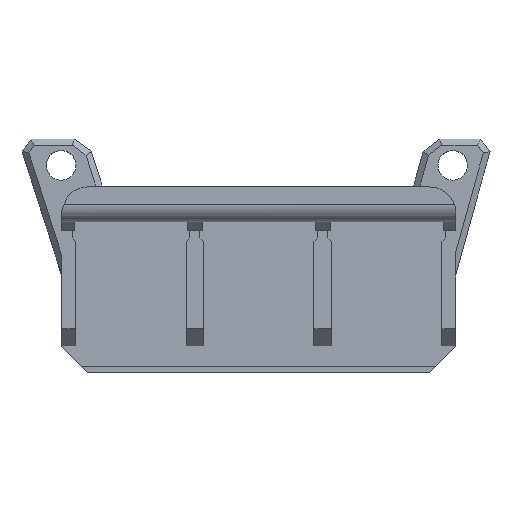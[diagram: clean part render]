
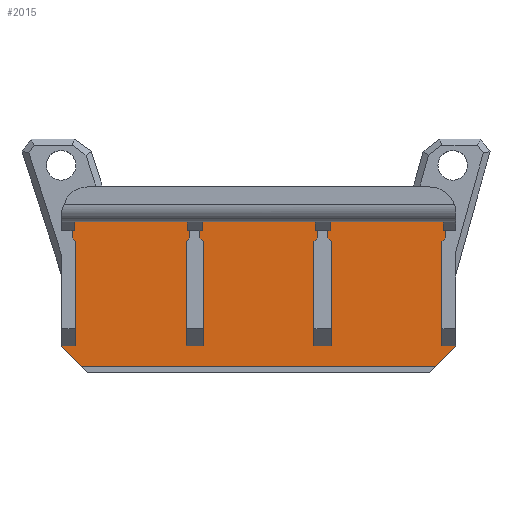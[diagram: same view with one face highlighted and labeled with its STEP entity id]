
A CAD part, top view. The second image highlights one B-rep face of the part: STEP entity #2015.
In plain terms, the highlighted planar face has unit normal (0, 0, 1).
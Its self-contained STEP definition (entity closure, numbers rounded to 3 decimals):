
#69=FACE_OUTER_BOUND('',#180,.T.);
#180=EDGE_LOOP('',(#1463,#1464,#1465,#1466,#1467,#1468,#1469,#1470,#1471,
#1472,#1473,#1474,#1475,#1476,#1477,#1478,#1479,#1480));
#329=LINE('',#2902,#608);
#346=LINE('',#2946,#625);
#353=LINE('',#2959,#632);
#356=LINE('',#2970,#635);
#357=LINE('',#2971,#636);
#358=LINE('',#2973,#637);
#359=LINE('',#2975,#638);
#360=LINE('',#2977,#639);
#361=LINE('',#2979,#640);
#362=LINE('',#2981,#641);
#363=LINE('',#2983,#642);
#364=LINE('',#2985,#643);
#365=LINE('',#2987,#644);
#366=LINE('',#2989,#645);
#367=LINE('',#2991,#646);
#368=LINE('',#2993,#647);
#369=LINE('',#2995,#648);
#370=LINE('',#2996,#649);
#608=VECTOR('',#2353,10.);
#625=VECTOR('',#2384,10.);
#632=VECTOR('',#2393,10.);
#635=VECTOR('',#2404,10.);
#636=VECTOR('',#2405,10.);
#637=VECTOR('',#2406,10.);
#638=VECTOR('',#2407,10.);
#639=VECTOR('',#2408,10.);
#640=VECTOR('',#2409,10.);
#641=VECTOR('',#2410,10.);
#642=VECTOR('',#2411,10.);
#643=VECTOR('',#2412,10.);
#644=VECTOR('',#2413,10.);
#645=VECTOR('',#2414,10.);
#646=VECTOR('',#2415,10.);
#647=VECTOR('',#2416,10.);
#648=VECTOR('',#2417,10.);
#649=VECTOR('',#2418,10.);
#871=VERTEX_POINT('',#2899);
#872=VERTEX_POINT('',#2901);
#885=VERTEX_POINT('',#2943);
#886=VERTEX_POINT('',#2945);
#891=VERTEX_POINT('',#2957);
#895=VERTEX_POINT('',#2969);
#896=VERTEX_POINT('',#2972);
#897=VERTEX_POINT('',#2974);
#898=VERTEX_POINT('',#2976);
#899=VERTEX_POINT('',#2978);
#900=VERTEX_POINT('',#2980);
#901=VERTEX_POINT('',#2982);
#902=VERTEX_POINT('',#2984);
#903=VERTEX_POINT('',#2986);
#904=VERTEX_POINT('',#2988);
#905=VERTEX_POINT('',#2990);
#906=VERTEX_POINT('',#2992);
#907=VERTEX_POINT('',#2994);
#1078=EDGE_CURVE('',#871,#872,#329,.T.);
#1098=EDGE_CURVE('',#886,#885,#346,.T.);
#1105=EDGE_CURVE('',#891,#885,#353,.T.);
#1110=EDGE_CURVE('',#891,#895,#356,.T.);
#1111=EDGE_CURVE('',#872,#895,#357,.T.);
#1112=EDGE_CURVE('',#871,#896,#358,.T.);
#1113=EDGE_CURVE('',#896,#897,#359,.T.);
#1114=EDGE_CURVE('',#897,#898,#360,.T.);
#1115=EDGE_CURVE('',#898,#899,#361,.T.);
#1116=EDGE_CURVE('',#899,#900,#362,.T.);
#1117=EDGE_CURVE('',#900,#901,#363,.T.);
#1118=EDGE_CURVE('',#901,#902,#364,.T.);
#1119=EDGE_CURVE('',#902,#903,#365,.T.);
#1120=EDGE_CURVE('',#903,#904,#366,.T.);
#1121=EDGE_CURVE('',#904,#905,#367,.T.);
#1122=EDGE_CURVE('',#905,#906,#368,.T.);
#1123=EDGE_CURVE('',#906,#907,#369,.T.);
#1124=EDGE_CURVE('',#907,#886,#370,.T.);
#1463=ORIENTED_EDGE('',*,*,#1105,.F.);
#1464=ORIENTED_EDGE('',*,*,#1110,.T.);
#1465=ORIENTED_EDGE('',*,*,#1111,.F.);
#1466=ORIENTED_EDGE('',*,*,#1078,.F.);
#1467=ORIENTED_EDGE('',*,*,#1112,.T.);
#1468=ORIENTED_EDGE('',*,*,#1113,.T.);
#1469=ORIENTED_EDGE('',*,*,#1114,.T.);
#1470=ORIENTED_EDGE('',*,*,#1115,.T.);
#1471=ORIENTED_EDGE('',*,*,#1116,.T.);
#1472=ORIENTED_EDGE('',*,*,#1117,.T.);
#1473=ORIENTED_EDGE('',*,*,#1118,.T.);
#1474=ORIENTED_EDGE('',*,*,#1119,.T.);
#1475=ORIENTED_EDGE('',*,*,#1120,.T.);
#1476=ORIENTED_EDGE('',*,*,#1121,.T.);
#1477=ORIENTED_EDGE('',*,*,#1122,.T.);
#1478=ORIENTED_EDGE('',*,*,#1123,.T.);
#1479=ORIENTED_EDGE('',*,*,#1124,.T.);
#1480=ORIENTED_EDGE('',*,*,#1098,.T.);
#1912=PLANE('',#2145);
#2015=ADVANCED_FACE('',(#69),#1912,.T.);
#2145=AXIS2_PLACEMENT_3D('',#2968,#2402,#2403);
#2353=DIRECTION('',(0.,-1.,0.));
#2384=DIRECTION('',(0.,-1.,0.));
#2393=DIRECTION('',(-0.707,0.707,0.));
#2402=DIRECTION('center_axis',(0.,0.,1.));
#2403=DIRECTION('ref_axis',(1.,0.,0.));
#2404=DIRECTION('',(1.,0.,0.));
#2405=DIRECTION('',(-0.707,-0.707,0.));
#2406=DIRECTION('',(-1.,0.,0.));
#2407=DIRECTION('',(0.,1.,0.));
#2408=DIRECTION('',(-1.,0.,0.));
#2409=DIRECTION('',(0.,-1.,0.));
#2410=DIRECTION('',(-1.,0.,0.));
#2411=DIRECTION('',(0.,1.,0.));
#2412=DIRECTION('',(-1.,0.,0.));
#2413=DIRECTION('',(0.,-1.,0.));
#2414=DIRECTION('',(-1.,0.,0.));
#2415=DIRECTION('',(0.,1.,0.));
#2416=DIRECTION('',(-1.,0.,0.));
#2417=DIRECTION('',(0.,-1.,0.));
#2418=DIRECTION('',(-1.,0.,0.));
#2899=CARTESIAN_POINT('',(22.65,4.,2.));
#2901=CARTESIAN_POINT('',(22.65,3.9,2.));
#2902=CARTESIAN_POINT('',(22.65,-2.,2.));
#2943=CARTESIAN_POINT('',(-22.65,3.9,2.));
#2945=CARTESIAN_POINT('',(-22.65,4.,2.));
#2946=CARTESIAN_POINT('',(-22.65,7.625,2.));
#2957=CARTESIAN_POINT('',(-20.35,1.6,2.));
#2959=CARTESIAN_POINT('',(-18.06,-0.69,2.));
#2968=CARTESIAN_POINT('Origin',(-15.191,-4.,2.));
#2969=CARTESIAN_POINT('',(20.35,1.6,2.));
#2970=CARTESIAN_POINT('',(11.08,1.6,2.));
#2971=CARTESIAN_POINT('',(10.465,-8.285,2.));
#2972=CARTESIAN_POINT('',(21.45,4.,2.));
#2973=CARTESIAN_POINT('',(-4.22,4.,2.));
#2974=CARTESIAN_POINT('',(21.45,20.25,2.));
#2975=CARTESIAN_POINT('',(21.45,8.125,2.));
#2976=CARTESIAN_POINT('',(7.95,20.25,2.));
#2977=CARTESIAN_POINT('',(0.73,20.25,2.));
#2978=CARTESIAN_POINT('',(7.95,4.,2.));
#2979=CARTESIAN_POINT('',(7.95,6.625,2.));
#2980=CARTESIAN_POINT('',(6.75,4.,2.));
#2981=CARTESIAN_POINT('',(-11.57,4.,2.));
#2982=CARTESIAN_POINT('',(6.75,20.25,2.));
#2983=CARTESIAN_POINT('',(6.75,8.125,2.));
#2984=CARTESIAN_POINT('',(-6.75,20.25,2.));
#2985=CARTESIAN_POINT('',(-18.835,20.25,2.));
#2986=CARTESIAN_POINT('',(-6.75,4.,2.));
#2987=CARTESIAN_POINT('',(-6.75,6.625,2.));
#2988=CARTESIAN_POINT('',(-7.95,4.,2.));
#2989=CARTESIAN_POINT('',(-11.57,4.,2.));
#2990=CARTESIAN_POINT('',(-7.95,20.25,2.));
#2991=CARTESIAN_POINT('',(-7.95,8.125,2.));
#2992=CARTESIAN_POINT('',(-21.45,20.25,2.));
#2993=CARTESIAN_POINT('',(-18.835,20.25,2.));
#2994=CARTESIAN_POINT('',(-21.45,4.,2.));
#2995=CARTESIAN_POINT('',(-21.45,6.625,2.));
#2996=CARTESIAN_POINT('',(-18.92,4.,2.));
